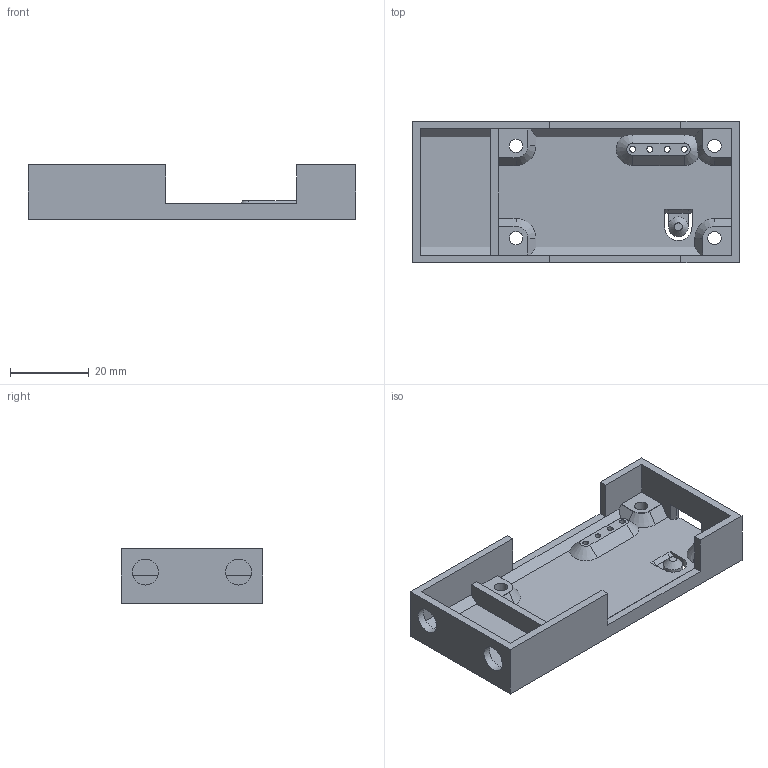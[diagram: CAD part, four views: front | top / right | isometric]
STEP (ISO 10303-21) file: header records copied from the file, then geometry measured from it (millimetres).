
FILE_DESCRIPTION(/* description */ (''),/* implementation_level */ '2;1');
FILE_NAME(/* name */ 'PCB Tray w- ext ant.step',/* time_stamp */ '2025-09-12T20:43:31-04:00',/* author */ (''),/* organization */ (''),/* preprocessor_version */ 'ST-DEVELOPER v20.1',/* originating_system */ 'Autodesk Translation Framework v14.4.0.0',/* authorisation */ '');
FILE_SCHEMA (('AUTOMOTIVE_DESIGN { 1 0 10303 214 3 1 1 }'));
Length unit declared in the file: millimetre
Products named in the file (1): PCB Tray
Bounding box: 83.4 x 36.1 x 13.85 mm (x, y, z)
Volume: 11159.2 mm3; surface area: 11094.3 mm2
Topology: 1 solids, 1 shells, 103 faces, 279 edges, 178 vertices
Faces by surface type: plane 72, cylinder 20, cone 11
Full cylindrical faces by diameter (mm): 1.5 x4, 3.4 x4, 5 x1, 5.7 x4, 6.6 x2
Entity records: 3289 total; most frequent: CARTESIAN_POINT 594, ORIENTED_EDGE 558, DIRECTION 534, EDGE_CURVE 279, LINE 212, VECTOR 212, VERTEX_POINT 178, AXIS2_PLACEMENT_3D 161
